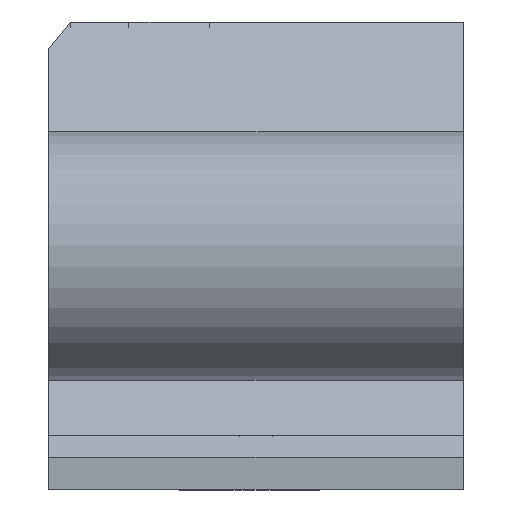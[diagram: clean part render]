
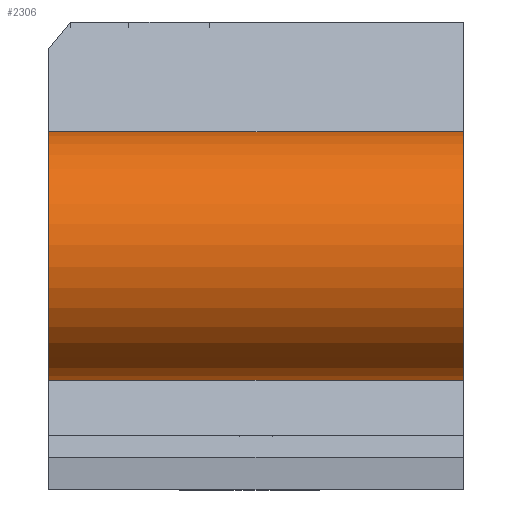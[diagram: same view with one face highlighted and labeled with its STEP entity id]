
A CAD part, front view. The second image highlights one B-rep face of the part: STEP entity #2306.
In plain terms, the highlighted cylindrical face has radius 11.5 mm (diameter 23 mm), a partial arc.
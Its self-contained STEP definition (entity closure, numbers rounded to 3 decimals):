
#100 = PLANE('',#101);
#101 = AXIS2_PLACEMENT_3D('',#102,#103,#104);
#102 = CARTESIAN_POINT('',(0.,-38.,16.5));
#103 = DIRECTION('',(0.,0.772,-0.636)
  );
#104 = DIRECTION('',(0.,-0.636,-0.772)
  );
#215 = PLANE('',#216);
#216 = AXIS2_PLACEMENT_3D('',#217,#218,#219);
#217 = CARTESIAN_POINT('',(0.,-17.,-15.222));
#218 = DIRECTION('',(1.,0.,0.));
#219 = DIRECTION('',(0.,0.,1.));
#788 = VERTEX_POINT('',#789);
#789 = CARTESIAN_POINT('',(38.1,-46.305,6.426));
#803 = PLANE('',#804);
#804 = AXIS2_PLACEMENT_3D('',#805,#806,#807);
#805 = CARTESIAN_POINT('',(38.1,-17.,-15.222));
#806 = DIRECTION('',(1.,0.,0.));
#807 = DIRECTION('',(0.,0.,1.));
#815 = EDGE_CURVE('',#816,#788,#818,.T.);
#816 = VERTEX_POINT('',#817);
#817 = CARTESIAN_POINT('',(0.,-46.305,
    6.426));
#818 = SURFACE_CURVE('',#819,(#823,#830),.PCURVE_S1.);
#819 = LINE('',#820,#821);
#820 = CARTESIAN_POINT('',(0.,-46.305,
    6.426));
#821 = VECTOR('',#822,1.);
#822 = DIRECTION('',(1.,0.,0.));
#823 = PCURVE('',#100,#824);
#824 = DEFINITIONAL_REPRESENTATION('',(#825),#829);
#825 = LINE('',#826,#827);
#826 = CARTESIAN_POINT('',(13.056,0.));
#827 = VECTOR('',#828,1.);
#828 = DIRECTION('',(0.,-1.));
#829 = ( GEOMETRIC_REPRESENTATION_CONTEXT(2) 
PARAMETRIC_REPRESENTATION_CONTEXT() REPRESENTATION_CONTEXT('2D SPACE',''
  ) );
#830 = PCURVE('',#831,#836);
#831 = CYLINDRICAL_SURFACE('',#832,11.5);
#832 = AXIS2_PLACEMENT_3D('',#833,#834,#835);
#833 = CARTESIAN_POINT('',(0.,-45.,-5.));
#834 = DIRECTION('',(-1.,0.,0.));
#835 = DIRECTION('',(0.,1.,0.));
#836 = DEFINITIONAL_REPRESENTATION('',(#837),#841);
#837 = LINE('',#838,#839);
#838 = CARTESIAN_POINT('',(-1.684,0.));
#839 = VECTOR('',#840,1.);
#840 = DIRECTION('',(-0.,-1.));
#841 = ( GEOMETRIC_REPRESENTATION_CONTEXT(2) 
PARAMETRIC_REPRESENTATION_CONTEXT() REPRESENTATION_CONTEXT('2D SPACE',''
  ) );
#972 = EDGE_CURVE('',#816,#973,#975,.T.);
#973 = VERTEX_POINT('',#974);
#974 = CARTESIAN_POINT('',(0.,-46.305,
    -16.426));
#975 = SURFACE_CURVE('',#976,(#981,#988),.PCURVE_S1.);
#976 = CIRCLE('',#977,11.5);
#977 = AXIS2_PLACEMENT_3D('',#978,#979,#980);
#978 = CARTESIAN_POINT('',(0.,-45.,-5.));
#979 = DIRECTION('',(1.,0.,0.));
#980 = DIRECTION('',(0.,1.,0.));
#981 = PCURVE('',#215,#982);
#982 = DEFINITIONAL_REPRESENTATION('',(#983),#987);
#983 = CIRCLE('',#984,11.5);
#984 = AXIS2_PLACEMENT_2D('',#985,#986);
#985 = CARTESIAN_POINT('',(10.222,28.));
#986 = DIRECTION('',(0.,-1.));
#987 = ( GEOMETRIC_REPRESENTATION_CONTEXT(2) 
PARAMETRIC_REPRESENTATION_CONTEXT() REPRESENTATION_CONTEXT('2D SPACE',''
  ) );
#988 = PCURVE('',#831,#989);
#989 = DEFINITIONAL_REPRESENTATION('',(#990),#994);
#990 = LINE('',#991,#992);
#991 = CARTESIAN_POINT('',(-0.,0.));
#992 = VECTOR('',#993,1.);
#993 = DIRECTION('',(-1.,0.));
#994 = ( GEOMETRIC_REPRESENTATION_CONTEXT(2) 
PARAMETRIC_REPRESENTATION_CONTEXT() REPRESENTATION_CONTEXT('2D SPACE',''
  ) );
#1012 = PLANE('',#1013);
#1013 = AXIS2_PLACEMENT_3D('',#1014,#1015,#1016);
#1014 = CARTESIAN_POINT('',(0.,-46.305,
    -16.426));
#1015 = DIRECTION('',(0.,0.772,-0.636)
  );
#1016 = DIRECTION('',(0.,-0.636,-0.772
    ));
#2306 = ADVANCED_FACE('',(#2307),#831,.T.);
#2307 = FACE_BOUND('',#2308,.F.);
#2308 = EDGE_LOOP('',(#2309,#2310,#2334,#2355));
#2309 = ORIENTED_EDGE('',*,*,#815,.T.);
#2310 = ORIENTED_EDGE('',*,*,#2311,.T.);
#2311 = EDGE_CURVE('',#788,#2312,#2314,.T.);
#2312 = VERTEX_POINT('',#2313);
#2313 = CARTESIAN_POINT('',(38.1,-46.305,-16.426));
#2314 = SURFACE_CURVE('',#2315,(#2320,#2327),.PCURVE_S1.);
#2315 = CIRCLE('',#2316,11.5);
#2316 = AXIS2_PLACEMENT_3D('',#2317,#2318,#2319);
#2317 = CARTESIAN_POINT('',(38.1,-45.,-5.));
#2318 = DIRECTION('',(1.,0.,0.));
#2319 = DIRECTION('',(0.,1.,0.));
#2320 = PCURVE('',#831,#2321);
#2321 = DEFINITIONAL_REPRESENTATION('',(#2322),#2326);
#2322 = LINE('',#2323,#2324);
#2323 = CARTESIAN_POINT('',(-0.,-38.1));
#2324 = VECTOR('',#2325,1.);
#2325 = DIRECTION('',(-1.,0.));
#2326 = ( GEOMETRIC_REPRESENTATION_CONTEXT(2) 
PARAMETRIC_REPRESENTATION_CONTEXT() REPRESENTATION_CONTEXT('2D SPACE',''
  ) );
#2327 = PCURVE('',#803,#2328);
#2328 = DEFINITIONAL_REPRESENTATION('',(#2329),#2333);
#2329 = CIRCLE('',#2330,11.5);
#2330 = AXIS2_PLACEMENT_2D('',#2331,#2332);
#2331 = CARTESIAN_POINT('',(10.222,28.));
#2332 = DIRECTION('',(0.,-1.));
#2333 = ( GEOMETRIC_REPRESENTATION_CONTEXT(2) 
PARAMETRIC_REPRESENTATION_CONTEXT() REPRESENTATION_CONTEXT('2D SPACE',''
  ) );
#2334 = ORIENTED_EDGE('',*,*,#2335,.F.);
#2335 = EDGE_CURVE('',#973,#2312,#2336,.T.);
#2336 = SURFACE_CURVE('',#2337,(#2341,#2348),.PCURVE_S1.);
#2337 = LINE('',#2338,#2339);
#2338 = CARTESIAN_POINT('',(0.,-46.305,
    -16.426));
#2339 = VECTOR('',#2340,1.);
#2340 = DIRECTION('',(1.,0.,0.));
#2341 = PCURVE('',#831,#2342);
#2342 = DEFINITIONAL_REPRESENTATION('',(#2343),#2347);
#2343 = LINE('',#2344,#2345);
#2344 = CARTESIAN_POINT('',(-4.599,0.));
#2345 = VECTOR('',#2346,1.);
#2346 = DIRECTION('',(-0.,-1.));
#2347 = ( GEOMETRIC_REPRESENTATION_CONTEXT(2) 
PARAMETRIC_REPRESENTATION_CONTEXT() REPRESENTATION_CONTEXT('2D SPACE',''
  ) );
#2348 = PCURVE('',#1012,#2349);
#2349 = DEFINITIONAL_REPRESENTATION('',(#2350),#2354);
#2350 = LINE('',#2351,#2352);
#2351 = CARTESIAN_POINT('',(0.,0.));
#2352 = VECTOR('',#2353,1.);
#2353 = DIRECTION('',(0.,-1.));
#2354 = ( GEOMETRIC_REPRESENTATION_CONTEXT(2) 
PARAMETRIC_REPRESENTATION_CONTEXT() REPRESENTATION_CONTEXT('2D SPACE',''
  ) );
#2355 = ORIENTED_EDGE('',*,*,#972,.F.);
